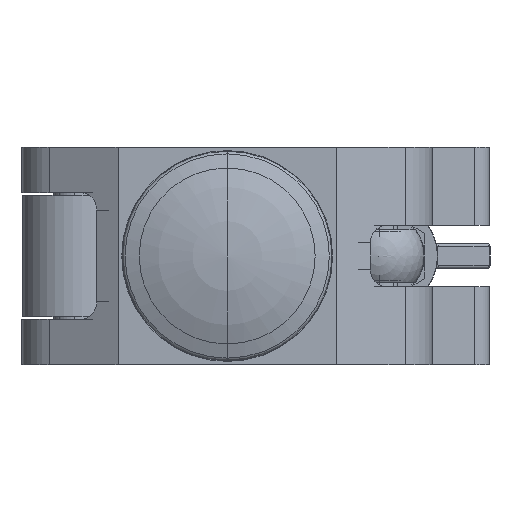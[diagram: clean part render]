
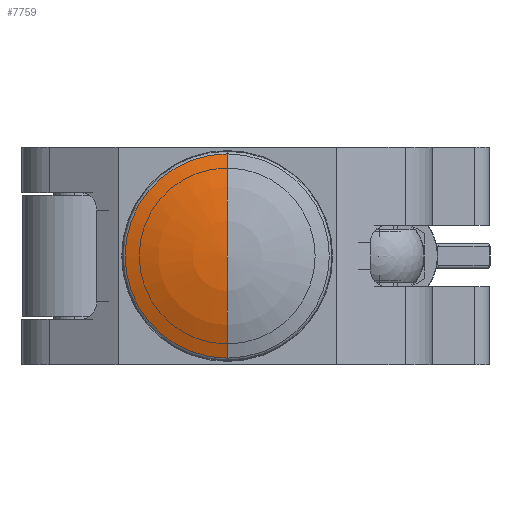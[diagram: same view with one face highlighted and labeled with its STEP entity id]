
A CAD part, front view. The second image highlights one B-rep face of the part: STEP entity #7759.
In plain terms, the highlighted toroidal (fillet/blend) face has major radius 0.021 mm and minor radius 60 mm.
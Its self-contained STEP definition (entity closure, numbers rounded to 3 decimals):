
#430 = ORIENTED_EDGE ( 'NONE', *, *, #8716, .F. ) ;
#610 = FACE_OUTER_BOUND ( 'NONE', #3238, .T. ) ;
#775 = DIRECTION ( 'NONE',  ( 0., 0., 1. ) ) ;
#869 = EDGE_CURVE ( 'NONE', #5916, #2021, #6030, .T. ) ;
#1113 = DIRECTION ( 'NONE',  ( 0., 1., 0. ) ) ;
#1239 = TOROIDAL_SURFACE ( 'NONE', #4925, 0.021, 60. ) ;
#1358 = CIRCLE ( 'NONE', #8022, 60. ) ;
#1366 = CIRCLE ( 'NONE', #2585, 23.389 ) ;
#1968 = DIRECTION ( 'NONE',  ( 0., 0., 1. ) ) ;
#2021 = VERTEX_POINT ( 'NONE', #3596 ) ;
#2585 = AXIS2_PLACEMENT_3D ( 'NONE', #6352, #6450, #3086 ) ;
#2772 = CARTESIAN_POINT ( 'NONE',  ( -53., 0., -0.021 ) ) ;
#3086 = DIRECTION ( 'NONE',  ( 0., 0., 1. ) ) ;
#3238 = EDGE_LOOP ( 'NONE', ( #430, #5787, #9153 ) ) ;
#3596 = CARTESIAN_POINT ( 'NONE',  ( 2.262, 0., 23.389 ) ) ;
#4155 = VERTEX_POINT ( 'NONE', #6784 ) ;
#4925 = AXIS2_PLACEMENT_3D ( 'NONE', #7288, #8103, #775 ) ;
#5331 = AXIS2_PLACEMENT_3D ( 'NONE', #10069, #9232, #6046 ) ;
#5787 = ORIENTED_EDGE ( 'NONE', *, *, #869, .T. ) ;
#5916 = VERTEX_POINT ( 'NONE', #6363 ) ;
#6030 = CIRCLE ( 'NONE', #5331, 60. ) ;
#6046 = DIRECTION ( 'NONE',  ( 0., 0., -1. ) ) ;
#6352 = CARTESIAN_POINT ( 'NONE',  ( 2.262, 0., 0. ) ) ;
#6363 = CARTESIAN_POINT ( 'NONE',  ( 7., 0., 0. ) ) ;
#6450 = DIRECTION ( 'NONE',  ( 1., 0., 0. ) ) ;
#6784 = CARTESIAN_POINT ( 'NONE',  ( 2.262, 0., -23.389 ) ) ;
#7288 = CARTESIAN_POINT ( 'NONE',  ( -53., 0., 0. ) ) ;
#7759 = ADVANCED_FACE ( 'NONE', ( #610 ), #1239, .T. ) ;
#8022 = AXIS2_PLACEMENT_3D ( 'NONE', #2772, #1113, #1968 ) ;
#8103 = DIRECTION ( 'NONE',  ( -1., 0., 0. ) ) ;
#8427 = EDGE_CURVE ( 'NONE', #2021, #4155, #1366, .T. ) ;
#8716 = EDGE_CURVE ( 'NONE', #5916, #4155, #1358, .T. ) ;
#9153 = ORIENTED_EDGE ( 'NONE', *, *, #8427, .T. ) ;
#9232 = DIRECTION ( 'NONE',  ( 0., -1., 0. ) ) ;
#10069 = CARTESIAN_POINT ( 'NONE',  ( -53., 0., 0.021 ) ) ;
